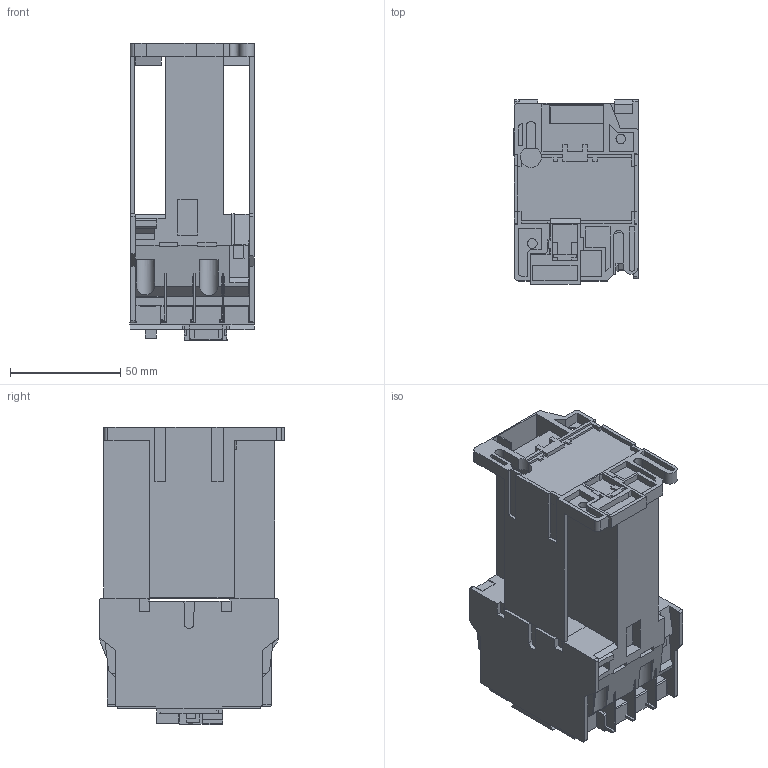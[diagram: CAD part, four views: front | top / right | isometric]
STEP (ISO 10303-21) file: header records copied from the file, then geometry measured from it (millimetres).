
FILE_DESCRIPTION (( 'STEP AP203' ), '1' );
FILE_NAME ('BLP1D2510GD.STEP', '2015-03-03T08:55:15', ( '' ), ( '' ), 'SwSTEP 2.0', 'SolidWorks 2013', '' );
FILE_SCHEMA (( 'CONFIG_CONTROL_DESIGN' ));
Length unit declared in the file: millimetre
Products named in the file (1): BLP1D2510GD
Bounding box: 56.2 x 83.66 x 134.65 mm (x, y, z)
Volume: 358883 mm3; surface area: 82734.9 mm2
Topology: 5 solids, 7 shells, 909 faces, 2570 edges, 1687 vertices
Faces by surface type: plane 818, cylinder 89, bspline 2
Entity records: 29008 total; most frequent: CARTESIAN_POINT 5247, ORIENTED_EDGE 5140, DIRECTION 4541, EDGE_CURVE 2570, VECTOR 2371, LINE 2371, VERTEX_POINT 1687, AXIS2_PLACEMENT_3D 1085
